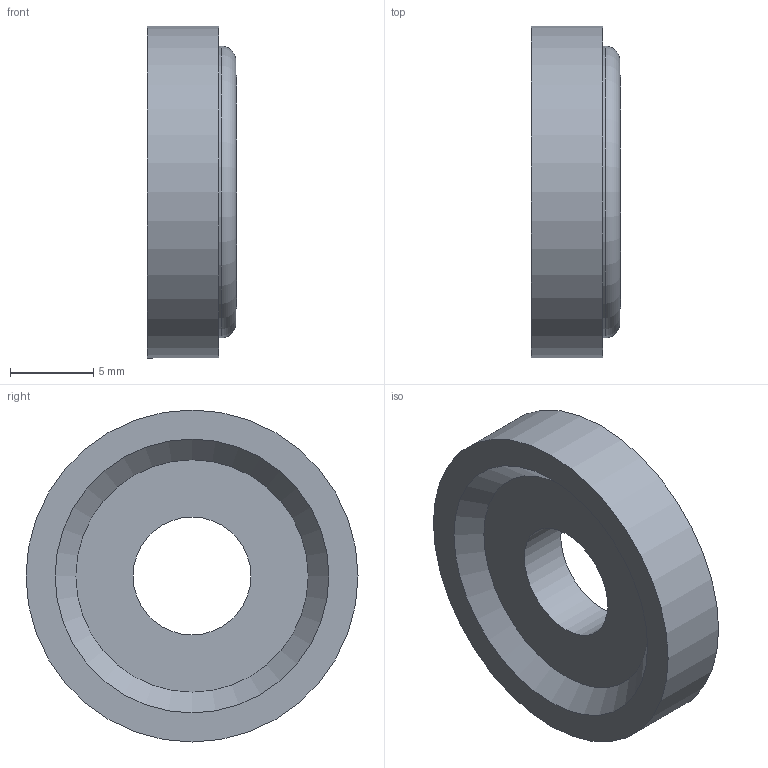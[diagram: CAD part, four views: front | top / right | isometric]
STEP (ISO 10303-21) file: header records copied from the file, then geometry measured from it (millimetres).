
FILE_DESCRIPTION(/* description */ ('Alibre Inc.'),/* implementation_level */ '2;1');
FILE_NAME(/* name */ 'export-F43307A1-CAF0-4E02-89BD-045AFD3E9CD3',/* time_stamp */ '2022-11-09T16:49:24+01:00',/* author */ (''),/* organization */ (''),/* preprocessor_version */ 'ST-DEVELOPER v17',/* originating_system */ 'Alibre',/* authorisation */ '');
FILE_SCHEMA (('AUTOMOTIVE_DESIGN'));
Length unit declared in the file: millimetre
Products named in the file (1): 0222100100
Bounding box: 5.4 x 20 x 20 mm (x, y, z)
Volume: 1118.6 mm3; surface area: 1228.7 mm2
Topology: 1 solids, 1 shells, 13 faces, 25 edges, 16 vertices
Faces by surface type: cone 4, plane 4, cylinder 3, torus 2
Full cylindrical faces by diameter (mm): 7.1 x1, 14 x1, 20 x1
Entity records: 371 total; most frequent: DIRECTION 59, CARTESIAN_POINT 52, ORIENTED_EDGE 50, AXIS2_PLACEMENT_3D 29, EDGE_CURVE 25, EDGE_LOOP 17, FACE_BOUND 17, CIRCLE 16
